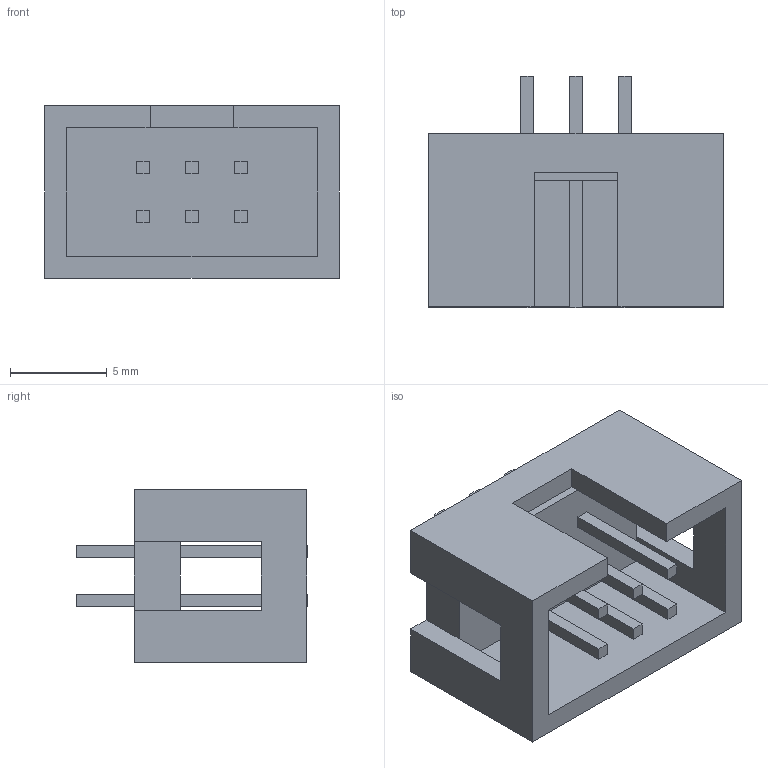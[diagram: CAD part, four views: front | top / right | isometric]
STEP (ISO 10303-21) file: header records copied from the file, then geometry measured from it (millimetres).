
FILE_DESCRIPTION(/* description */ (''),/* implementation_level */ '2;1');
FILE_NAME(/* name */ 'Conector HDR 6 Pin BDM.step',/* time_stamp */ '2021-11-08T00:47:18-04:00',/* author */ (''),/* organization */ (''),/* preprocessor_version */ 'ST-DEVELOPER v18.1',/* originating_system */ 'Autodesk Translation Framework v10.10.0.1391',/* authorisation */ '');
FILE_SCHEMA (('AUTOMOTIVE_DESIGN { 1 0 10303 214 3 1 1 }'));
Length unit declared in the file: millimetre
Products named in the file (1): Pin_Male_2x3_Shrouded_Angled
Bounding box: 15.28 x 12 x 8.95 mm (x, y, z)
Volume: 594.3 mm3; surface area: 1118.7 mm2
Topology: 7 solids, 7 shells, 84 faces, 216 edges, 142 vertices
Faces by surface type: plane 84
Entity records: 2565 total; most frequent: CARTESIAN_POINT 443, ORIENTED_EDGE 432, DIRECTION 386, LINE 216, VECTOR 216, EDGE_CURVE 216, VERTEX_POINT 142, EDGE_LOOP 96
